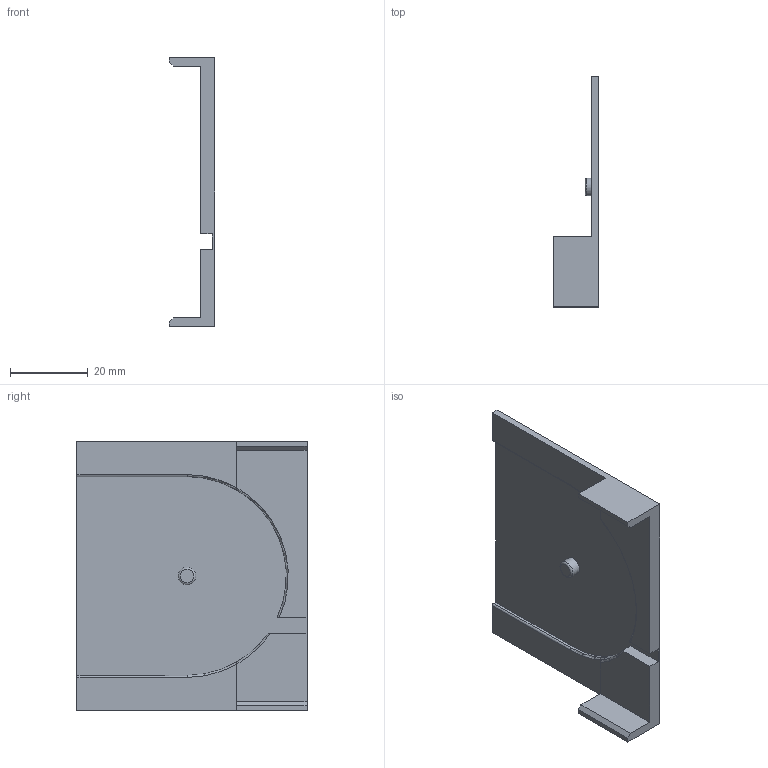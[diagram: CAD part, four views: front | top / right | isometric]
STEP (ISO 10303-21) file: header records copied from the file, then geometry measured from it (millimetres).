
FILE_DESCRIPTION(/* description */ (''),/* implementation_level */ '2;1');
FILE_NAME(/* name */ 'transmitter support v4.step',/* time_stamp */ '2024-11-04T15:42:54-05:00',/* author */ (''),/* organization */ (''),/* preprocessor_version */ 'ST-DEVELOPER v20',/* originating_system */ 'Autodesk Translation Framework v13.20.0.188',/* authorisation */ '');
FILE_SCHEMA (('AUTOMOTIVE_DESIGN { 1 0 10303 214 3 1 1 }'));
Length unit declared in the file: millimetre
Products named in the file (1): transmitter support
Bounding box: 11.6 x 59 x 69 mm (x, y, z)
Volume: 6443.9 mm3; surface area: 9694.6 mm2
Topology: 1 solids, 1 shells, 33 faces, 87 edges, 57 vertices
Faces by surface type: plane 23, torus 5, cylinder 5
Full cylindrical faces by diameter (mm): 4.5 x1
Entity records: 1117 total; most frequent: CARTESIAN_POINT 262, ORIENTED_EDGE 174, DIRECTION 165, EDGE_CURVE 87, LINE 63, VECTOR 63, VERTEX_POINT 57, AXIS2_PLACEMENT_3D 51
